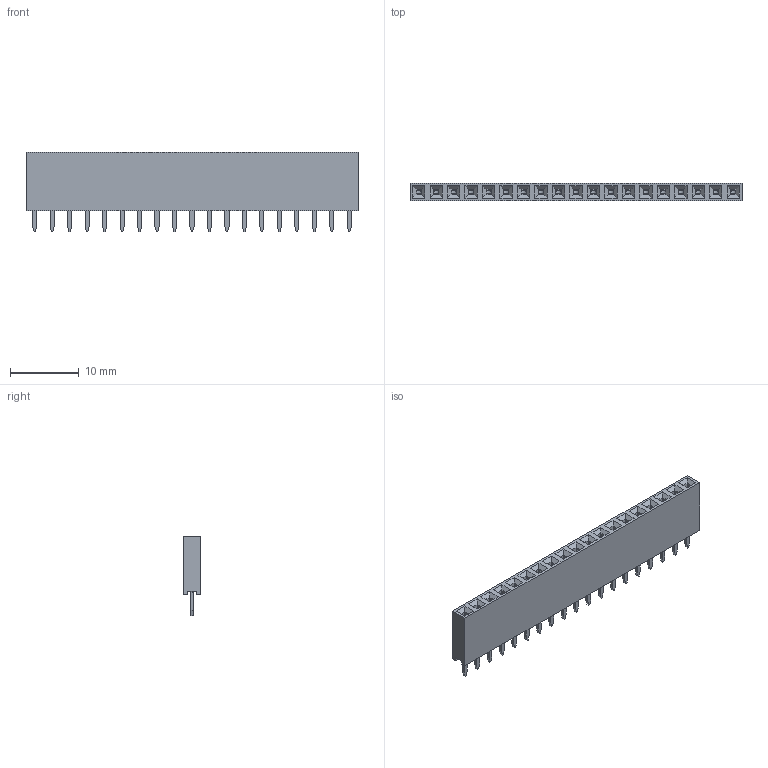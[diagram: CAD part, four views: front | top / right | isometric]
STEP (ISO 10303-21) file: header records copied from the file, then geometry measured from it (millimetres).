
FILE_DESCRIPTION(('STEP AP214'), '1');
FILE_NAME('PBS', '', ('UNSPECIFIED'), ('UNSPECIFIED'), 'ASCON STEP Converter 1.6', 'ASCON Math Kernel', '');
FILE_SCHEMA(('AUTOMOTIVE_DESIGN { 1 0 10303 214 3 1 1}'));
Length unit declared in the file: millimetre
Bounding box: 48.26 x 2.54 x 11.5 mm (x, y, z)
Volume: 929.2 mm3; surface area: 1984.3 mm2
Topology: 1 solids, 1 shells, 1036 faces, 2836 edges, 1764 vertices
Faces by surface type: plane 903, cylinder 133
Entity records: 40422 total; most frequent: ORIENTED_EDGE 5672, CARTESIAN_POINT 5637, DIRECTION 5252, EDGE_CURVE 2836, LINE 2494, VECTOR 2494, VERTEX_POINT 1764, AXIS2_PLACEMENT_3D 1379
